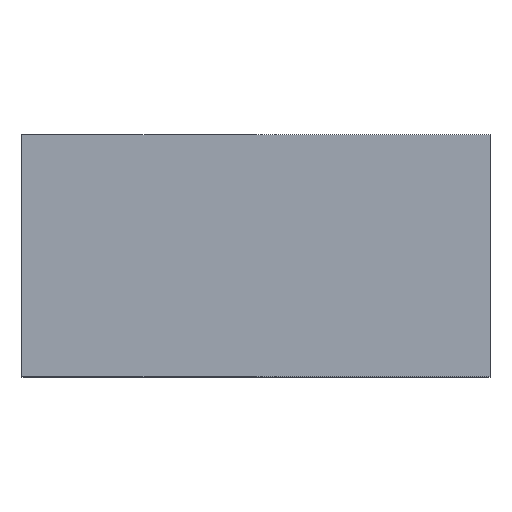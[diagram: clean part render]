
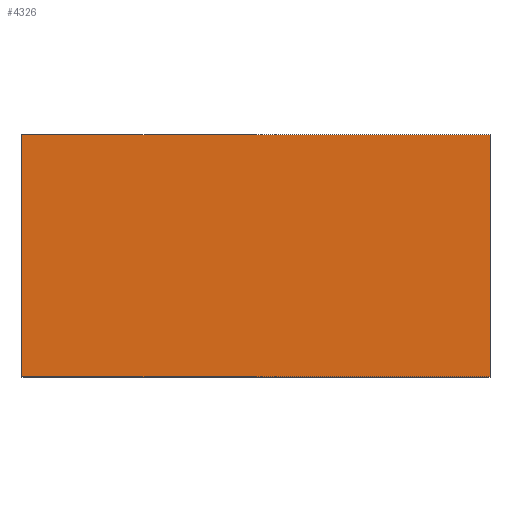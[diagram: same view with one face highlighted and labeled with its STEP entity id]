
A CAD part, top view. The second image highlights one B-rep face of the part: STEP entity #4326.
In plain terms, the highlighted planar face has unit normal (0, 0, 1).
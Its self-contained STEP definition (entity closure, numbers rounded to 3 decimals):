
#495=FACE_OUTER_BOUND('',#732,.T.);
#732=EDGE_LOOP('',(#3747,#3748,#3749,#3750));
#1092=LINE('',#7310,#1519);
#1154=LINE('',#7441,#1581);
#1158=LINE('',#7448,#1585);
#1160=LINE('',#7451,#1587);
#1519=VECTOR('',#5050,10.);
#1581=VECTOR('',#5166,10.);
#1585=VECTOR('',#5174,10.);
#1587=VECTOR('',#5178,10.);
#1937=VERTEX_POINT('',#7307);
#1938=VERTEX_POINT('',#7309);
#1979=VERTEX_POINT('',#7438);
#1980=VERTEX_POINT('',#7440);
#2504=EDGE_CURVE('',#1938,#1937,#1092,.T.);
#2566=EDGE_CURVE('',#1980,#1979,#1154,.T.);
#2570=EDGE_CURVE('',#1979,#1938,#1158,.T.);
#2572=EDGE_CURVE('',#1937,#1980,#1160,.T.);
#3747=ORIENTED_EDGE('',*,*,#2504,.T.);
#3748=ORIENTED_EDGE('',*,*,#2572,.T.);
#3749=ORIENTED_EDGE('',*,*,#2566,.T.);
#3750=ORIENTED_EDGE('',*,*,#2570,.T.);
#3889=PLANE('',#4482);
#4326=ADVANCED_FACE('',(#495),#3889,.T.);
#4482=AXIS2_PLACEMENT_3D('',#7453,#5181,#5182);
#5050=DIRECTION('',(1.,0.,0.));
#5166=DIRECTION('',(-1.,0.,0.));
#5174=DIRECTION('',(0.,-1.,0.));
#5178=DIRECTION('',(0.,1.,0.));
#5181=DIRECTION('center_axis',(0.,0.,1.));
#5182=DIRECTION('ref_axis',(1.,0.,0.));
#7307=CARTESIAN_POINT('',(11.6,0.,10.16));
#7309=CARTESIAN_POINT('',(0.,0.,10.16));
#7310=CARTESIAN_POINT('',(0.,0.,10.16));
#7438=CARTESIAN_POINT('',(0.,6.,10.16));
#7440=CARTESIAN_POINT('',(11.6,6.,10.16));
#7441=CARTESIAN_POINT('',(11.6,6.,10.16));
#7448=CARTESIAN_POINT('',(0.,6.,10.16));
#7451=CARTESIAN_POINT('',(11.6,0.,10.16));
#7453=CARTESIAN_POINT('Origin',(5.8,3.,10.16));
